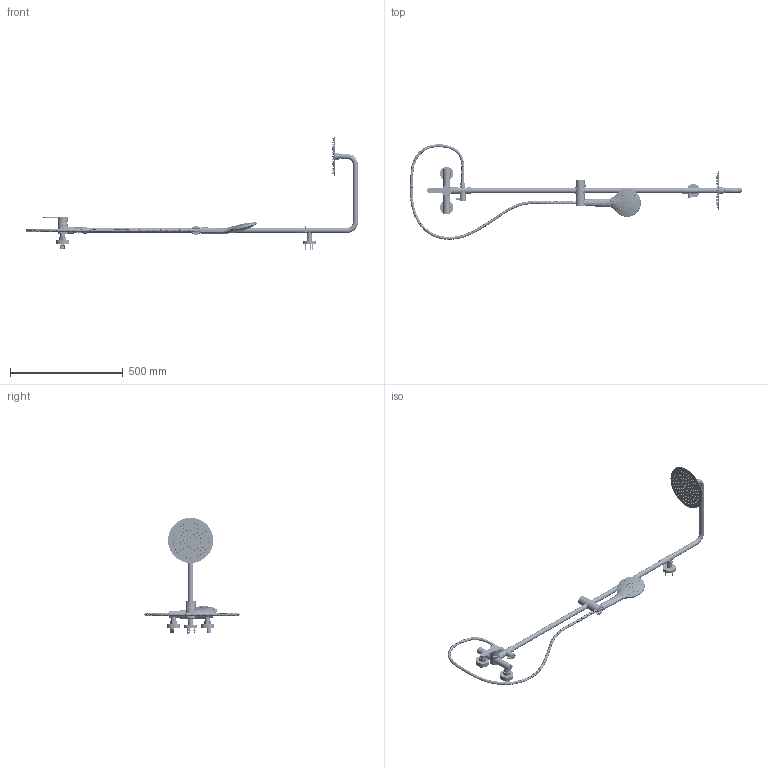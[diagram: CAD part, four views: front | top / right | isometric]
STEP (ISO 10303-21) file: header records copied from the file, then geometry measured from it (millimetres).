
FILE_DESCRIPTION(/* description */ (''),/* implementation_level */ '2;1');
FILE_NAME(/* name */ 'NLU_F1RK.stp',/* time_stamp */ '2024-01-11T14:29:01+08:00',/* author */ (''),/* organization */ (''),/* preprocessor_version */ 'ST-DEVELOPER v16',/* originating_system */ 'SIEMENS PLM Software NX 10.0',/* authorisation */ '');
FILE_SCHEMA (('AP203_CONFIGURATION_CONTROLLED_3D_DESIGN_OF_MECHANICAL_PARTS_AND_ASSEMBLIES_MIM_LF { 1 0 10303 403 2 1 2}'));
Length unit declared in the file: millimetre
Products named in the file (1): Admi2308518C30em
Bounding box: 1469.07 x 423.13 x 515.54 mm (x, y, z)
Volume: 1224523.4 mm3; surface area: 717103.2 mm2
Topology: 384 solids, 384 shells, 6235 faces, 12797 edges, 8002 vertices
Faces by surface type: cylinder 2237, plane 1714, torus 1198, bspline 658, cone 277, extrusion 109, sphere 42
Full cylindrical faces by diameter (mm): 1 x102, 2 x7, 4 x113, 4.5 x1, 5 x1, 6 x20, 6.3 x1, 6.5 x1, 6.8 x1, 7 x1, 8 x1, 8.6 x1, 9 x2, 9.2 x1, 9.5 x2, 12 x2, 14 x3, 15 x9, 15.5 x1, 16 x4, 17 x1, 18.4 x1, 18.7 x1, 18.8 x3, 19 x1, 19.5 x1, 19.8 x1, 20 x5, 20.5 x10, 20.8 x2
Entity records: 298635 total; most frequent: CARTESIAN_POINT 171824, DIRECTION 27490, ORIENTED_EDGE 23930, AXIS2_PLACEMENT_3D 12097, EDGE_CURVE 11965, VERTEX_POINT 7724, EDGE_LOOP 7617, CIRCLE 6614
